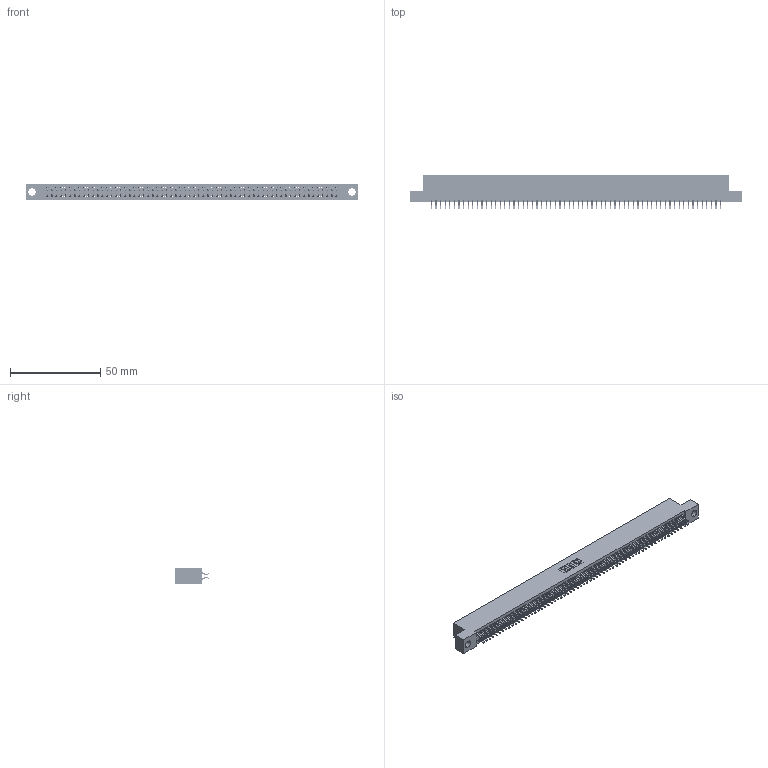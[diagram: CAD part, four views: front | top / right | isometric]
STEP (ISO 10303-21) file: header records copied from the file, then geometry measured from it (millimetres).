
FILE_DESCRIPTION (( 'STEP AP203' ), '1' );
FILE_NAME ('395-128-556-204.STEP', '2021-06-17T23:49:21', ( '' ), ( '' ), 'SwSTEP 2.0', 'SolidWorks 2020', '' );
FILE_SCHEMA (( 'CONFIG_CONTROL_DESIGN' ));
Length unit declared in the file: inch
Products named in the file (3): 345 Part_Flush Mounting Lugs - 0.156 Dia-TI; 345-292-001_556 Tail; 395-128-556-204
Assembly tree (129 placements, depth 2):
  395-128-556-204
    345 Part_Flush Mounting Lugs - 0.156 Dia-TI
    345-292-001_556 Tail  x128
Bounding box: 183.77 x 19.24 x 9.4 mm (x, y, z)
Volume: 17944.7 mm3; surface area: 26690.9 mm2
Topology: 129 solids, 129 shells, 7308 faces, 21753 edges, 14330 vertices
Faces by surface type: plane 4830, cylinder 2478
Entity records: 47893 total; most frequent: CARTESIAN_POINT 8026, ORIENTED_EDGE 7946, DIRECTION 7037, EDGE_CURVE 3973, VECTOR 3577, LINE 3577, VERTEX_POINT 2646, AXIS2_PLACEMENT_3D 1730
